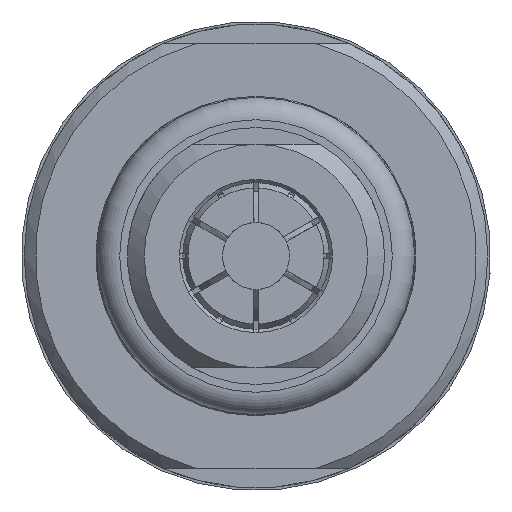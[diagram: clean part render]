
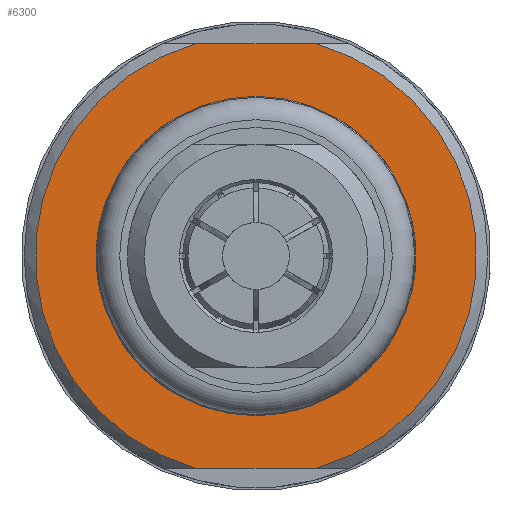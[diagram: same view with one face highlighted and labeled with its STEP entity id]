
A CAD part, left-side view. The second image highlights one B-rep face of the part: STEP entity #6300.
In plain terms, the highlighted planar face has unit normal (-1, 0, 0).
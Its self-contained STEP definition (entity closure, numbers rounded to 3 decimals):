
#38=FACE_BOUND('',#2160,.T.);
#690=LINE('',#9229,#1132);
#694=LINE('',#9248,#1136);
#1132=VECTOR('',#7388,10.782);
#1136=VECTOR('',#7398,10.782);
#1566=PLANE('',#6701);
#1798=FACE_OUTER_BOUND('',#2159,.T.);
#2159=EDGE_LOOP('',(#4561,#4562,#4563,#4564));
#2160=EDGE_LOOP('',(#4565));
#2621=CIRCLE('',#6696,19.75);
#2623=CIRCLE('',#6700,8.);
#2624=CIRCLE('',#6702,19.75);
#2971=VERTEX_POINT('',#9224);
#2972=VERTEX_POINT('',#9228);
#2977=VERTEX_POINT('',#9243);
#2978=VERTEX_POINT('',#9247);
#2982=VERTEX_POINT('',#9265);
#3594=EDGE_CURVE('',#2972,#2971,#690,.T.);
#3601=EDGE_CURVE('',#2978,#2977,#694,.T.);
#3607=EDGE_CURVE('',#2972,#2977,#2621,.T.);
#3609=EDGE_CURVE('',#2982,#2982,#2623,.T.);
#3610=EDGE_CURVE('',#2978,#2971,#2624,.T.);
#4561=ORIENTED_EDGE('',*,*,#3594,.T.);
#4562=ORIENTED_EDGE('',*,*,#3610,.F.);
#4563=ORIENTED_EDGE('',*,*,#3601,.T.);
#4564=ORIENTED_EDGE('',*,*,#3607,.F.);
#4565=ORIENTED_EDGE('',*,*,#3609,.T.);
#6300=ADVANCED_FACE('',(#1798,#38),#1566,.T.);
#6696=AXIS2_PLACEMENT_3D('',#9260,#7410,#7411);
#6700=AXIS2_PLACEMENT_3D('',#9266,#7418,#7419);
#6701=AXIS2_PLACEMENT_3D('',#9267,#7420,#7421);
#6702=AXIS2_PLACEMENT_3D('',#9268,#7422,#7423);
#7388=DIRECTION('',(0.,-1.,0.));
#7398=DIRECTION('',(0.,1.,0.));
#7410=DIRECTION('center_axis',(1.,0.,0.));
#7411=DIRECTION('ref_axis',(0.,1.,0.));
#7418=DIRECTION('center_axis',(1.,0.,0.));
#7419=DIRECTION('ref_axis',(0.,1.,0.));
#7420=DIRECTION('center_axis',(-1.,0.,0.));
#7421=DIRECTION('ref_axis',(0.,0.,1.));
#7422=DIRECTION('center_axis',(1.,0.,0.));
#7423=DIRECTION('ref_axis',(0.,1.,0.));
#9224=CARTESIAN_POINT('',(-85.,-5.391,-19.));
#9228=CARTESIAN_POINT('',(-85.,5.391,-19.));
#9229=CARTESIAN_POINT('',(-85.,1.392,-19.));
#9243=CARTESIAN_POINT('',(-85.,5.391,19.));
#9247=CARTESIAN_POINT('',(-85.,-5.391,19.));
#9248=CARTESIAN_POINT('',(-85.,12.483,19.));
#9260=CARTESIAN_POINT('Origin',(-85.,0.,0.));
#9265=CARTESIAN_POINT('',(-85.,8.,0.));
#9266=CARTESIAN_POINT('Origin',(-85.,0.,0.));
#9267=CARTESIAN_POINT('Origin',(-85.,13.875,0.));
#9268=CARTESIAN_POINT('Origin',(-85.,0.,0.));
